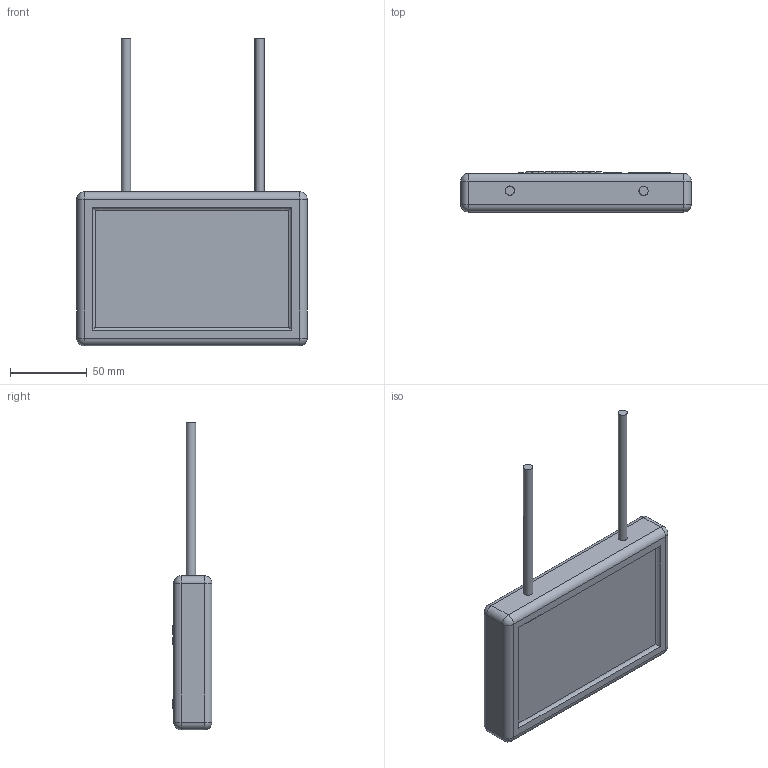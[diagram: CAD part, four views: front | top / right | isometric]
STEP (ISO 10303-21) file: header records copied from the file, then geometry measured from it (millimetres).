
FILE_DESCRIPTION(/* description */ ('STEP AP242','CAx-IF Rec.Pracs.---Representation and Presentation of Product Manufacturing Information (PMI)---4.0---2014-10-13','CAx-IF Rec.Pracs.---3D Tessellated Geometry---0.4---2014-09-14','2;1'),/* implementation_level */ '2;1');
FILE_NAME(/* name */ '6883ab836627c906db4cc12e',/* time_stamp */ '2025-07-25T16:06:31Z',/* author */ (''),/* organization */ (''),/* preprocessor_version */ 'ST-DEVELOPER v20',/* originating_system */ 'ONSHAPE BY PTC INC, 1.201',/* authorisation */ ' ');
FILE_SCHEMA (('AP242_MANAGED_MODEL_BASED_3D_ENGINEERING_MIM_LF { 1 0 10303 442 1 1 4 }'));
Length unit declared in the file: metre
Products named in the file (1): Part 1
Bounding box: 150 x 26 x 200.2 mm (x, y, z)
Volume: 341195.4 mm3; surface area: 49600.3 mm2
Topology: 1 solids, 1 shells, 1440 faces, 4100 edges, 2720 vertices
Faces by surface type: bspline 765, plane 384, cylinder 283, sphere 8
Full cylindrical faces by diameter (mm): 5.952 x1, 6 x1
Entity records: 49842 total; most frequent: CARTESIAN_POINT 17110, ORIENTED_EDGE 8180, DIRECTION 4482, EDGE_CURVE 4090, VERTEX_POINT 2720, LINE 1998, VECTOR 1998, B_SPLINE_CURVE_WITH_KNOTS 1526
